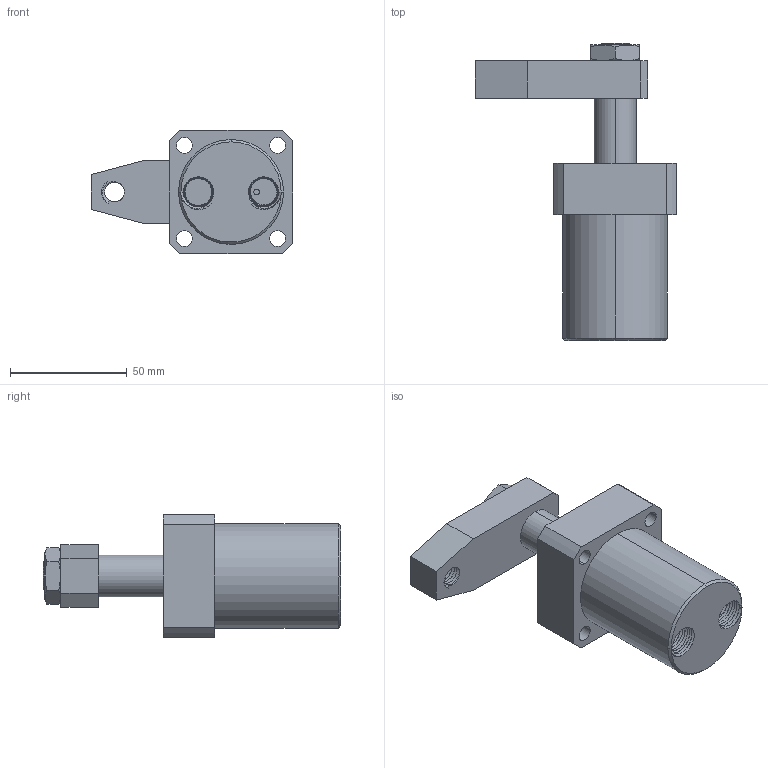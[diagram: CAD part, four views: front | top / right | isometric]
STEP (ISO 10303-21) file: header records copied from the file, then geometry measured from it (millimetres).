
FILE_DESCRIPTION (( 'STEP AP214' ), '1' );
FILE_NAME ('chs-fa25s_asm.STEP', '2019-05-16T10:44:35', ( '' ), ( '' ), 'SwSTEP 2.0', 'SolidWorks 2016', '' );
FILE_SCHEMA (( 'AUTOMOTIVE_DESIGN' ));
Length unit declared in the file: millimetre
Products named in the file (5): M14; CHS-25S-01; CHS-25S-02; CHS-FA25BT; chs-fa25s_asm
Assembly tree (4 placements, depth 2):
  chs-fa25s_asm
    CHS-FA25BT
    CHS-25S-02
    CHS-25S-01
    M14
Bounding box: 86.5 x 127.5 x 53 mm (x, y, z)
Volume: 166726.5 mm3; surface area: 42656.9 mm2
Topology: 5 solids, 5 shells, 228 faces, 652 edges, 441 vertices
Faces by surface type: cylinder 84, cone 62, plane 50, bspline 32
Entity records: 27647 total; most frequent: CARTESIAN_POINT 22169, ORIENTED_EDGE 1292, DIRECTION 799, EDGE_CURVE 646, VERTEX_POINT 441, B_SPLINE_CURVE_WITH_KNOTS 355, AXIS2_PLACEMENT_3D 310, EDGE_LOOP 257
